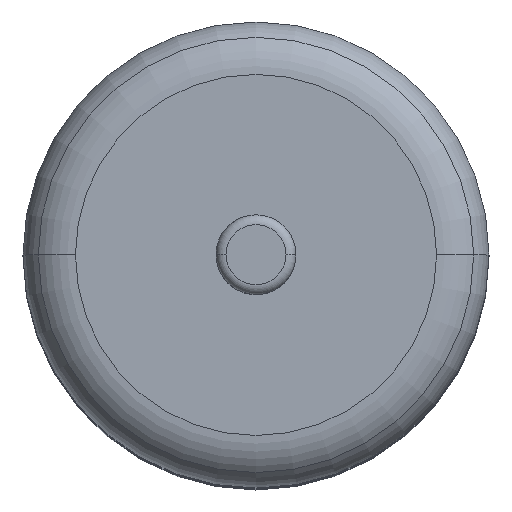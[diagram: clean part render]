
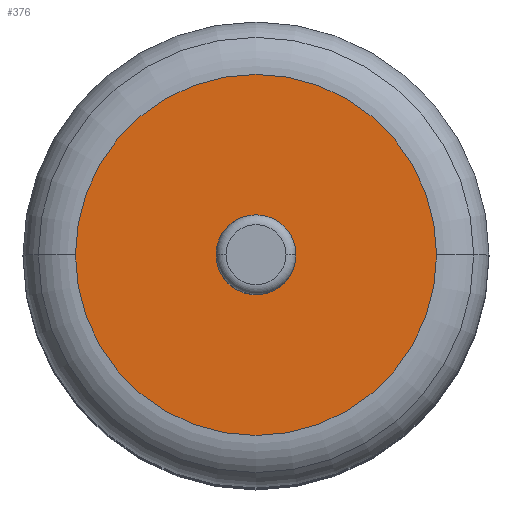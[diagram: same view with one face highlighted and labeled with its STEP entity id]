
A CAD part, top view. The second image highlights one B-rep face of the part: STEP entity #376.
In plain terms, the highlighted planar face has unit normal (0, 0, 1).
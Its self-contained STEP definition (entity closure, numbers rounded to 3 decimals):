
#117=CARTESIAN_POINT('',(0.,0.,16.2));
#118=DIRECTION('',(0.,0.,-1.));
#119=DIRECTION('',(-1.,0.,0.));
#120=AXIS2_PLACEMENT_3D('',#117,#118,#119);
#125=CARTESIAN_POINT('',(0.,0.,16.2));
#126=DIRECTION('',(0.,0.,-1.));
#127=DIRECTION('',(1.,0.,0.));
#128=AXIS2_PLACEMENT_3D('',#125,#126,#127);
#133=CARTESIAN_POINT('',(0.,0.,16.2));
#134=DIRECTION('',(0.,0.,1.));
#135=DIRECTION('',(1.,0.,0.));
#136=AXIS2_PLACEMENT_3D('',#133,#134,#135);
#141=CARTESIAN_POINT('',(0.,0.,16.2));
#142=DIRECTION('',(0.,0.,1.));
#143=DIRECTION('',(-1.,0.,0.));
#144=AXIS2_PLACEMENT_3D('',#141,#142,#143);
#305=CARTESIAN_POINT('',(-8.6,0.,16.2));
#306=CARTESIAN_POINT('',(8.6,0.,16.2));
#307=VERTEX_POINT('',#305);
#308=VERTEX_POINT('',#306);
#313=CARTESIAN_POINT('',(1.9,0.,16.2));
#314=CARTESIAN_POINT('',(-1.9,0.,16.2));
#315=VERTEX_POINT('',#313);
#316=VERTEX_POINT('',#314);
#360=CARTESIAN_POINT('',(0.,0.,16.2));
#361=DIRECTION('',(0.,0.,1.));
#362=DIRECTION('',(1.,0.,0.));
#363=AXIS2_PLACEMENT_3D('',#360,#361,#362);
#364=PLANE('',#363);
#365=ORIENTED_EDGE('',*,*,#342,.T.);
#367=ORIENTED_EDGE('',*,*,#366,.T.);
#368=EDGE_LOOP('',(#365,#367));
#369=FACE_OUTER_BOUND('',#368,.F.);
#371=ORIENTED_EDGE('',*,*,#370,.T.);
#373=ORIENTED_EDGE('',*,*,#372,.T.);
#374=EDGE_LOOP('',(#371,#373));
#375=FACE_BOUND('',#374,.F.);
#121=CIRCLE('',#120,8.6);
#129=CIRCLE('',#128,8.6);
#137=CIRCLE('',#136,1.9);
#145=CIRCLE('',#144,1.9);
#342=EDGE_CURVE('',#307,#308,#121,.T.);
#366=EDGE_CURVE('',#308,#307,#129,.T.);
#370=EDGE_CURVE('',#315,#316,#137,.T.);
#372=EDGE_CURVE('',#316,#315,#145,.T.);
#376=ADVANCED_FACE('',(#369,#375),#364,.T.);
